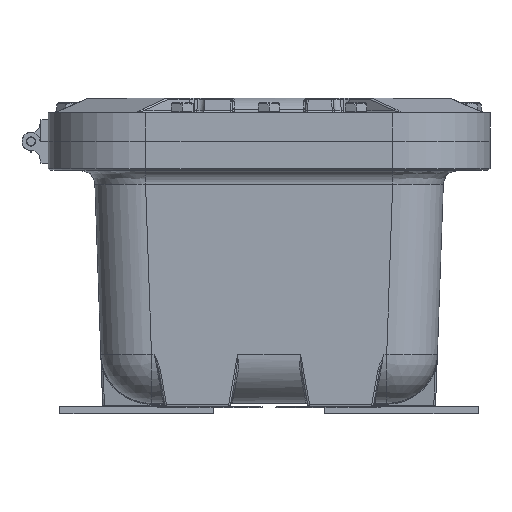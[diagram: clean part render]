
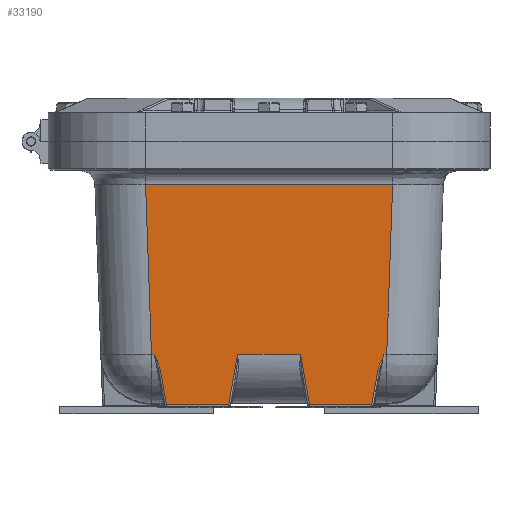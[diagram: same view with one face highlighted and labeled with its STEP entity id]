
A CAD part, front view. The second image highlights one B-rep face of the part: STEP entity #33190.
In plain terms, the highlighted planar face has unit normal (0, -0.999, -0.035).
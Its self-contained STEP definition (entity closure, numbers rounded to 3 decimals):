
#1317=B_SPLINE_CURVE_WITH_KNOTS('',3,(#57214,#57215,#57216,#57217,#57218,
#57219,#57220,#57221),.UNSPECIFIED.,.F.,.F.,(4,2,1,1,4),(-0.003,
0.,0.96,1.28,1.6),.UNSPECIFIED.);
#1318=B_SPLINE_CURVE_WITH_KNOTS('',3,(#57278,#57279,#57280,#57281,#57282,
#57283,#57284,#57285),.UNSPECIFIED.,.F.,.F.,(4,1,1,2,4),(0.,0.64,
0.96,1.6,1.603),.UNSPECIFIED.);
#4282=LINE('',#57168,#6802);
#4283=LINE('',#57171,#6803);
#4284=LINE('',#57223,#6804);
#4285=LINE('',#57225,#6805);
#4286=LINE('',#57227,#6806);
#4287=LINE('',#57229,#6807);
#4288=LINE('',#57231,#6808);
#4289=LINE('',#57233,#6809);
#4290=LINE('',#57237,#6810);
#4313=LINE('',#57569,#6833);
#4314=LINE('',#57572,#6834);
#4315=LINE('',#57573,#6835);
#6802=VECTOR('',#40382,2.543);
#6803=VECTOR('',#40387,2.543);
#6804=VECTOR('',#40392,29.97);
#6805=VECTOR('',#40395,54.486);
#6806=VECTOR('',#40398,45.255);
#6807=VECTOR('',#40401,55.219);
#6808=VECTOR('',#40404,45.255);
#6809=VECTOR('',#40407,54.486);
#6810=VECTOR('',#40412,29.97);
#6833=VECTOR('',#40503,149.02);
#6834=VECTOR('',#40506,216.622);
#6835=VECTOR('',#40507,149.02);
#8663=PLANE('',#35704);
#10725=FACE_OUTER_BOUND('',#12799,.T.);
#12799=EDGE_LOOP('',(#26707,#26708,#26709,#26710,#26711,#26712,#26713,#26714,
#26715,#26716,#26717,#26718,#26719,#26720));
#16312=VERTEX_POINT('',#55784);
#16314=VERTEX_POINT('',#55799);
#16315=VERTEX_POINT('',#55803);
#16320=VERTEX_POINT('',#55892);
#16321=VERTEX_POINT('',#55987);
#16322=VERTEX_POINT('',#56028);
#16323=VERTEX_POINT('',#56032);
#16325=VERTEX_POINT('',#56074);
#16363=VERTEX_POINT('',#57163);
#16364=VERTEX_POINT('',#57167);
#16365=VERTEX_POINT('',#57212);
#16366=VERTEX_POINT('',#57235);
#16377=VERTEX_POINT('',#57567);
#16378=VERTEX_POINT('',#57571);
#20082=EDGE_CURVE('',#16325,#16364,#4282,.T.);
#20084=EDGE_CURVE('',#16363,#16312,#4283,.T.);
#20086=EDGE_CURVE('',#16312,#16365,#1317,.T.);
#20087=EDGE_CURVE('',#16365,#16314,#4284,.T.);
#20088=EDGE_CURVE('',#16314,#16315,#4285,.T.);
#20089=EDGE_CURVE('',#16315,#16320,#4286,.T.);
#20090=EDGE_CURVE('',#16320,#16321,#4287,.T.);
#20091=EDGE_CURVE('',#16321,#16322,#4288,.T.);
#20092=EDGE_CURVE('',#16322,#16323,#4289,.T.);
#20094=EDGE_CURVE('',#16323,#16366,#4290,.T.);
#20095=EDGE_CURVE('',#16366,#16325,#1318,.T.);
#20133=EDGE_CURVE('',#16377,#16363,#4313,.T.);
#20134=EDGE_CURVE('',#16378,#16377,#4314,.T.);
#20135=EDGE_CURVE('',#16364,#16378,#4315,.T.);
#26707=ORIENTED_EDGE('',*,*,#20095,.F.);
#26708=ORIENTED_EDGE('',*,*,#20094,.F.);
#26709=ORIENTED_EDGE('',*,*,#20092,.F.);
#26710=ORIENTED_EDGE('',*,*,#20091,.F.);
#26711=ORIENTED_EDGE('',*,*,#20090,.F.);
#26712=ORIENTED_EDGE('',*,*,#20089,.F.);
#26713=ORIENTED_EDGE('',*,*,#20088,.F.);
#26714=ORIENTED_EDGE('',*,*,#20087,.F.);
#26715=ORIENTED_EDGE('',*,*,#20086,.F.);
#26716=ORIENTED_EDGE('',*,*,#20084,.F.);
#26717=ORIENTED_EDGE('',*,*,#20133,.F.);
#26718=ORIENTED_EDGE('',*,*,#20134,.F.);
#26719=ORIENTED_EDGE('',*,*,#20135,.F.);
#26720=ORIENTED_EDGE('',*,*,#20082,.F.);
#33190=ADVANCED_FACE('',(#10725),#8663,.T.);
#35704=AXIS2_PLACEMENT_3D('',#57570,#40504,#40505);
#40382=DIRECTION('',(-1.,0.,0.));
#40387=DIRECTION('',(-1.,0.,0.));
#40392=DIRECTION('',(-0.174,0.034,-0.984));
#40395=DIRECTION('',(-1.,0.,0.));
#40398=DIRECTION('',(-0.174,-0.034,0.984));
#40401=DIRECTION('',(-1.,0.,0.));
#40404=DIRECTION('',(-0.174,0.034,-0.984));
#40407=DIRECTION('',(-1.,0.,0.));
#40412=DIRECTION('',(-0.174,-0.034,0.984));
#40503=DIRECTION('',(-0.035,0.035,-0.999));
#40504=DIRECTION('center_axis',(0.,-0.999,-0.035));
#40505=DIRECTION('ref_axis',(0.,0.035,-0.999));
#40506=DIRECTION('',(1.,0.,0.));
#40507=DIRECTION('',(-0.035,-0.035,0.999));
#55784=CARTESIAN_POINT('',(100.571,-198.336,-186.495));
#55799=CARTESIAN_POINT('',(89.949,-196.781,-231.037));
#55803=CARTESIAN_POINT('',(35.463,-196.781,-231.037));
#55892=CARTESIAN_POINT('',(27.609,-198.336,-186.495));
#55987=CARTESIAN_POINT('',(-27.609,-198.336,-186.495));
#56028=CARTESIAN_POINT('',(-35.463,-196.781,-231.037));
#56032=CARTESIAN_POINT('',(-89.949,-196.781,-231.037));
#56074=CARTESIAN_POINT('',(-100.571,-198.336,-186.495));
#57163=CARTESIAN_POINT('',(103.114,-198.336,-186.495));
#57167=CARTESIAN_POINT('',(-103.114,-198.336,-186.495));
#57168=CARTESIAN_POINT('',(-76.581,-198.336,-186.495));
#57171=CARTESIAN_POINT('',(-76.581,-198.336,-186.495));
#57212=CARTESIAN_POINT('',(95.15,-197.811,-201.539));
#57214=CARTESIAN_POINT('Ctrl Pts',(100.571,-198.336,-186.495));
#57215=CARTESIAN_POINT('Ctrl Pts',(100.566,-198.336,-186.504));
#57216=CARTESIAN_POINT('Ctrl Pts',(100.562,-198.336,-186.514));
#57217=CARTESIAN_POINT('Ctrl Pts',(99.259,-198.233,-189.446));
#57218=CARTESIAN_POINT('Ctrl Pts',(97.516,-198.097,-193.346));
#57219=CARTESIAN_POINT('Ctrl Pts',(95.84,-197.92,-198.412));
#57220=CARTESIAN_POINT('Ctrl Pts',(95.336,-197.848,-200.489));
#57221=CARTESIAN_POINT('Ctrl Pts',(95.15,-197.811,-201.539));
#57223=CARTESIAN_POINT('',(103.878,-199.54,-152.043));
#57225=CARTESIAN_POINT('',(-33.879,-196.781,-231.037));
#57227=CARTESIAN_POINT('',(14.87,-200.859,-114.246));
#57229=CARTESIAN_POINT('',(-76.581,-198.336,-186.495));
#57231=CARTESIAN_POINT('',(-19.483,-199.946,-140.407));
#57233=CARTESIAN_POINT('',(-119.283,-196.781,-231.037));
#57235=CARTESIAN_POINT('',(-95.15,-197.811,-201.539));
#57237=CARTESIAN_POINT('',(-108.491,-200.453,-125.881));
#57278=CARTESIAN_POINT('Ctrl Pts',(-95.15,-197.811,
-201.539));
#57279=CARTESIAN_POINT('Ctrl Pts',(-95.521,-197.884,
-199.439));
#57280=CARTESIAN_POINT('Ctrl Pts',(-96.458,-197.992,-196.366));
#57281=CARTESIAN_POINT('Ctrl Pts',(-98.387,-198.165,
-191.396));
#57282=CARTESIAN_POINT('Ctrl Pts',(-99.691,-198.267,-188.472));
#57283=CARTESIAN_POINT('Ctrl Pts',(-100.562,-198.336,
-186.514));
#57284=CARTESIAN_POINT('Ctrl Pts',(-100.566,-198.336,-186.504));
#57285=CARTESIAN_POINT('Ctrl Pts',(-100.571,-198.336,-186.495));
#57567=CARTESIAN_POINT('',(108.311,-203.534,-37.657));
#57569=CARTESIAN_POINT('',(108.607,-203.83,-29.188));
#57570=CARTESIAN_POINT('Origin',(-153.162,-203.962,-25.4));
#57571=CARTESIAN_POINT('',(-108.311,-203.534,-37.657));
#57572=CARTESIAN_POINT('',(-76.581,-203.534,-37.657));
#57573=CARTESIAN_POINT('',(-108.545,-203.768,-30.958));
